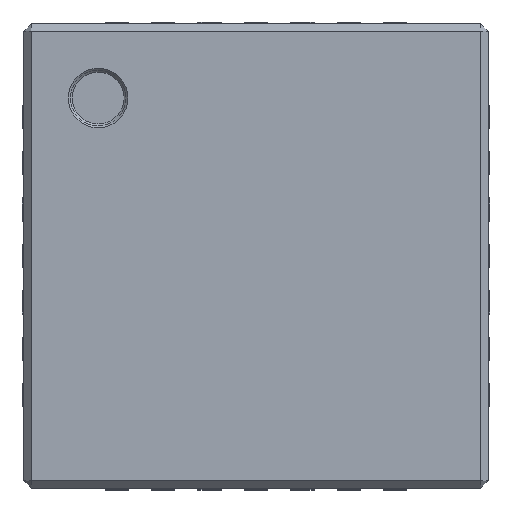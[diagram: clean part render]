
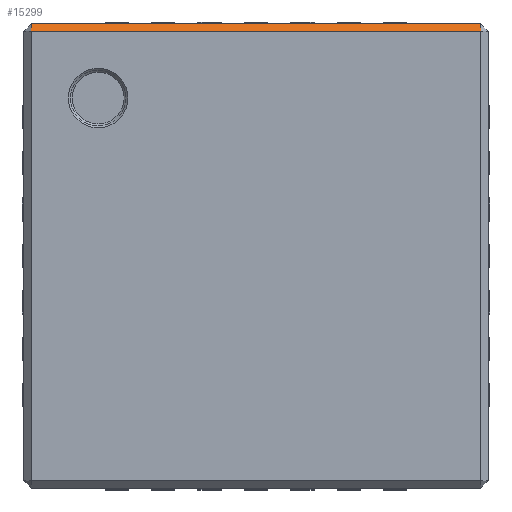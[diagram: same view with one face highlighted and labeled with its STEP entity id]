
A CAD part, top view. The second image highlights one B-rep face of the part: STEP entity #15299.
In plain terms, the highlighted planar face has unit normal (0, 0.707, 0.707).
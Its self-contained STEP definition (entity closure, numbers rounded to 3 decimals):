
#360 = PLANE('',#361);
#361 = AXIS2_PLACEMENT_3D('',#362,#363,#364);
#362 = CARTESIAN_POINT('',(-2.5,2.495,0.02));
#363 = DIRECTION('',(0.,1.,0.));
#364 = DIRECTION('',(-1.,0.,0.));
#4157 = VERTEX_POINT('',#4158);
#4158 = CARTESIAN_POINT('',(-2.42,2.495,0.82));
#4179 = EDGE_CURVE('',#4157,#4180,#4182,.T.);
#4180 = VERTEX_POINT('',#4181);
#4181 = CARTESIAN_POINT('',(2.42,2.495,0.82));
#4182 = SURFACE_CURVE('',#4183,(#4187,#4194),.PCURVE_S1.);
#4183 = LINE('',#4184,#4185);
#4184 = CARTESIAN_POINT('',(-2.5,2.495,0.82));
#4185 = VECTOR('',#4186,1.);
#4186 = DIRECTION('',(1.,0.,0.));
#4187 = PCURVE('',#360,#4188);
#4188 = DEFINITIONAL_REPRESENTATION('',(#4189),#4193);
#4189 = LINE('',#4190,#4191);
#4190 = CARTESIAN_POINT('',(0.,0.8));
#4191 = VECTOR('',#4192,1.);
#4192 = DIRECTION('',(-1.,0.));
#4193 = ( GEOMETRIC_REPRESENTATION_CONTEXT(2) 
PARAMETRIC_REPRESENTATION_CONTEXT() REPRESENTATION_CONTEXT('2D SPACE',''
  ) );
#4194 = PCURVE('',#4195,#4200);
#4195 = PLANE('',#4196);
#4196 = AXIS2_PLACEMENT_3D('',#4197,#4198,#4199);
#4197 = CARTESIAN_POINT('',(0.,2.415,0.9));
#4198 = DIRECTION('',(0.,-0.707,
    -0.707));
#4199 = DIRECTION('',(0.,-0.707,
    0.707));
#4200 = DEFINITIONAL_REPRESENTATION('',(#4201),#4205);
#4201 = LINE('',#4202,#4203);
#4202 = CARTESIAN_POINT('',(-0.113,2.5));
#4203 = VECTOR('',#4204,1.);
#4204 = DIRECTION('',(0.,-1.));
#4205 = ( GEOMETRIC_REPRESENTATION_CONTEXT(2) 
PARAMETRIC_REPRESENTATION_CONTEXT() REPRESENTATION_CONTEXT('2D SPACE',''
  ) );
#4503 = PLANE('',#4504);
#4504 = AXIS2_PLACEMENT_3D('',#4505,#4506,#4507);
#4505 = CARTESIAN_POINT('',(2.42,2.495,0.82));
#4506 = DIRECTION('',(0.577,0.577,0.577));
#4507 = DIRECTION('',(-0.707,0.,0.707
    ));
#12490 = PLANE('',#12491);
#12491 = AXIS2_PLACEMENT_3D('',#12492,#12493,#12494);
#12492 = CARTESIAN_POINT('',(-2.42,2.415,0.9));
#12493 = DIRECTION('',(-0.577,0.577,0.577));
#12494 = DIRECTION('',(-0.707,0.,
    -0.707));
#15299 = ADVANCED_FACE('',(#15300),#4195,.F.);
#15300 = FACE_BOUND('',#15301,.T.);
#15301 = EDGE_LOOP('',(#15302,#15325,#15326,#15349));
#15302 = ORIENTED_EDGE('',*,*,#15303,.T.);
#15303 = EDGE_CURVE('',#15304,#4180,#15306,.T.);
#15304 = VERTEX_POINT('',#15305);
#15305 = CARTESIAN_POINT('',(2.42,2.415,0.9));
#15306 = SURFACE_CURVE('',#15307,(#15311,#15318),.PCURVE_S1.);
#15307 = LINE('',#15308,#15309);
#15308 = CARTESIAN_POINT('',(2.42,2.495,0.82));
#15309 = VECTOR('',#15310,1.);
#15310 = DIRECTION('',(0.,0.707,
    -0.707));
#15311 = PCURVE('',#4195,#15312);
#15312 = DEFINITIONAL_REPRESENTATION('',(#15313),#15317);
#15313 = LINE('',#15314,#15315);
#15314 = CARTESIAN_POINT('',(-0.113,-2.42));
#15315 = VECTOR('',#15316,1.);
#15316 = DIRECTION('',(-1.,0.));
#15317 = ( GEOMETRIC_REPRESENTATION_CONTEXT(2) 
PARAMETRIC_REPRESENTATION_CONTEXT() REPRESENTATION_CONTEXT('2D SPACE',''
  ) );
#15318 = PCURVE('',#4503,#15319);
#15319 = DEFINITIONAL_REPRESENTATION('',(#15320),#15324);
#15320 = LINE('',#15321,#15322);
#15321 = CARTESIAN_POINT('',(0.,0.));
#15322 = VECTOR('',#15323,1.);
#15323 = DIRECTION('',(-0.5,-0.866));
#15324 = ( GEOMETRIC_REPRESENTATION_CONTEXT(2) 
PARAMETRIC_REPRESENTATION_CONTEXT() REPRESENTATION_CONTEXT('2D SPACE',''
  ) );
#15325 = ORIENTED_EDGE('',*,*,#4179,.F.);
#15326 = ORIENTED_EDGE('',*,*,#15327,.T.);
#15327 = EDGE_CURVE('',#4157,#15328,#15330,.T.);
#15328 = VERTEX_POINT('',#15329);
#15329 = CARTESIAN_POINT('',(-2.42,2.415,0.9));
#15330 = SURFACE_CURVE('',#15331,(#15335,#15342),.PCURVE_S1.);
#15331 = LINE('',#15332,#15333);
#15332 = CARTESIAN_POINT('',(-2.42,2.415,0.9));
#15333 = VECTOR('',#15334,1.);
#15334 = DIRECTION('',(0.,-0.707,
    0.707));
#15335 = PCURVE('',#4195,#15336);
#15336 = DEFINITIONAL_REPRESENTATION('',(#15337),#15341);
#15337 = LINE('',#15338,#15339);
#15338 = CARTESIAN_POINT('',(0.,2.42));
#15339 = VECTOR('',#15340,1.);
#15340 = DIRECTION('',(1.,0.));
#15341 = ( GEOMETRIC_REPRESENTATION_CONTEXT(2) 
PARAMETRIC_REPRESENTATION_CONTEXT() REPRESENTATION_CONTEXT('2D SPACE',''
  ) );
#15342 = PCURVE('',#12490,#15343);
#15343 = DEFINITIONAL_REPRESENTATION('',(#15344),#15348);
#15344 = LINE('',#15345,#15346);
#15345 = CARTESIAN_POINT('',(0.,0.));
#15346 = VECTOR('',#15347,1.);
#15347 = DIRECTION('',(-0.5,0.866));
#15348 = ( GEOMETRIC_REPRESENTATION_CONTEXT(2) 
PARAMETRIC_REPRESENTATION_CONTEXT() REPRESENTATION_CONTEXT('2D SPACE',''
  ) );
#15349 = ORIENTED_EDGE('',*,*,#15350,.F.);
#15350 = EDGE_CURVE('',#15304,#15328,#15351,.T.);
#15351 = SURFACE_CURVE('',#15352,(#15356,#15363),.PCURVE_S1.);
#15352 = LINE('',#15353,#15354);
#15353 = CARTESIAN_POINT('',(0.,2.415,0.9));
#15354 = VECTOR('',#15355,1.);
#15355 = DIRECTION('',(-1.,0.,0.));
#15356 = PCURVE('',#4195,#15357);
#15357 = DEFINITIONAL_REPRESENTATION('',(#15358),#15362);
#15358 = LINE('',#15359,#15360);
#15359 = CARTESIAN_POINT('',(0.,0.));
#15360 = VECTOR('',#15361,1.);
#15361 = DIRECTION('',(0.,1.));
#15362 = ( GEOMETRIC_REPRESENTATION_CONTEXT(2) 
PARAMETRIC_REPRESENTATION_CONTEXT() REPRESENTATION_CONTEXT('2D SPACE',''
  ) );
#15363 = PCURVE('',#15364,#15369);
#15364 = PLANE('',#15365);
#15365 = AXIS2_PLACEMENT_3D('',#15366,#15367,#15368);
#15366 = CARTESIAN_POINT('',(0.,19.279,0.9));
#15367 = DIRECTION('',(0.,0.,1.));
#15368 = DIRECTION('',(-1.,0.,0.));
#15369 = DEFINITIONAL_REPRESENTATION('',(#15370),#15374);
#15370 = LINE('',#15371,#15372);
#15371 = CARTESIAN_POINT('',(0.,16.864));
#15372 = VECTOR('',#15373,1.);
#15373 = DIRECTION('',(1.,0.));
#15374 = ( GEOMETRIC_REPRESENTATION_CONTEXT(2) 
PARAMETRIC_REPRESENTATION_CONTEXT() REPRESENTATION_CONTEXT('2D SPACE',''
  ) );
